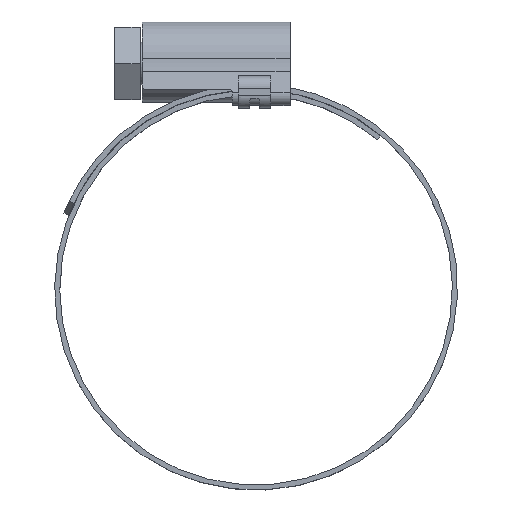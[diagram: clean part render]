
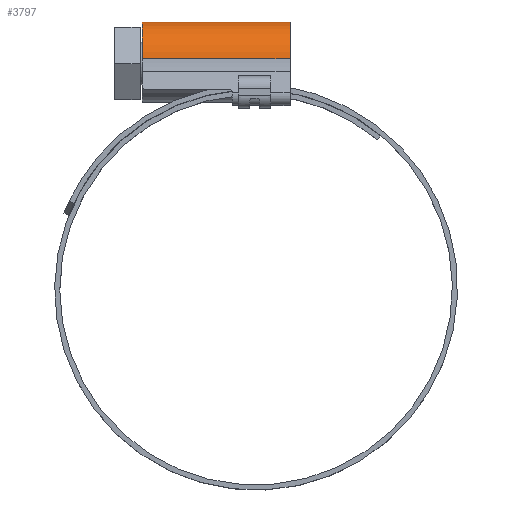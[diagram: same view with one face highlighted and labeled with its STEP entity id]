
A CAD part, top view. The second image highlights one B-rep face of the part: STEP entity #3797.
In plain terms, the highlighted cylindrical face has radius 6.5 mm (diameter 13 mm), a partial arc.
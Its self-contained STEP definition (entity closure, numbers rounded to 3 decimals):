
#30 = EDGE_CURVE ( 'NONE', #3337, #649, #3475, .T. ) ;
#75 = CYLINDRICAL_SURFACE ( 'NONE', #3356, 6.5 ) ;
#249 = DIRECTION ( 'NONE',  ( 1., 0., 0. ) ) ;
#326 = CARTESIAN_POINT ( 'NONE',  ( 5.5, 35.72, 6.46 ) ) ;
#345 = VERTEX_POINT ( 'NONE', #2532 ) ;
#389 = DIRECTION ( 'NONE',  ( 1., 0., 0. ) ) ;
#392 = EDGE_CURVE ( 'NONE', #3089, #3337, #2862, .T. ) ;
#432 = DIRECTION ( 'NONE',  ( 0., 0., 1. ) ) ;
#649 = VERTEX_POINT ( 'NONE', #326 ) ;
#695 = EDGE_LOOP ( 'NONE', ( #1056, #2500, #2620, #1331 ) ) ;
#1056 = ORIENTED_EDGE ( 'NONE', *, *, #1335, .F. ) ;
#1092 = CARTESIAN_POINT ( 'NONE',  ( -17.5, 35.72, 6.46 ) ) ;
#1310 = DIRECTION ( 'NONE',  ( 1., 0., 0. ) ) ;
#1331 = ORIENTED_EDGE ( 'NONE', *, *, #30, .T. ) ;
#1335 = EDGE_CURVE ( 'NONE', #345, #649, #2859, .T. ) ;
#1417 = CARTESIAN_POINT ( 'NONE',  ( -17.5, 35.72, 6.46 ) ) ;
#1517 = CARTESIAN_POINT ( 'NONE',  ( -17.5, 35.72, -6.46 ) ) ;
#1548 = AXIS2_PLACEMENT_3D ( 'NONE', #3083, #389, #432 ) ;
#1549 = AXIS2_PLACEMENT_3D ( 'NONE', #3409, #1310, #2718 ) ;
#1723 = EDGE_CURVE ( 'NONE', #3089, #345, #2070, .T. ) ;
#1863 = VECTOR ( 'NONE', #249, 1000. ) ;
#2070 = LINE ( 'NONE', #2933, #3431 ) ;
#2194 = DIRECTION ( 'NONE',  ( 1., 0., 0. ) ) ;
#2480 = DIRECTION ( 'NONE',  ( 0., 0., -1. ) ) ;
#2500 = ORIENTED_EDGE ( 'NONE', *, *, #1723, .F. ) ;
#2532 = CARTESIAN_POINT ( 'NONE',  ( 5.5, 35.72, -6.46 ) ) ;
#2620 = ORIENTED_EDGE ( 'NONE', *, *, #392, .T. ) ;
#2718 = DIRECTION ( 'NONE',  ( 0., 0., -1. ) ) ;
#2776 = FACE_OUTER_BOUND ( 'NONE', #695, .T. ) ;
#2859 = CIRCLE ( 'NONE', #1549, 6.5 ) ;
#2862 = CIRCLE ( 'NONE', #1548, 6.5 ) ;
#2933 = CARTESIAN_POINT ( 'NONE',  ( -17.5, 35.72, -6.46 ) ) ;
#3083 = CARTESIAN_POINT ( 'NONE',  ( -17.5, 35., 0. ) ) ;
#3089 = VERTEX_POINT ( 'NONE', #1517 ) ;
#3220 = DIRECTION ( 'NONE',  ( 1., 0., 0. ) ) ;
#3337 = VERTEX_POINT ( 'NONE', #1092 ) ;
#3356 = AXIS2_PLACEMENT_3D ( 'NONE', #3693, #2194, #2480 ) ;
#3409 = CARTESIAN_POINT ( 'NONE',  ( 5.5, 35., 0. ) ) ;
#3431 = VECTOR ( 'NONE', #3220, 1000. ) ;
#3475 = LINE ( 'NONE', #1417, #1863 ) ;
#3693 = CARTESIAN_POINT ( 'NONE',  ( -17.5, 35., 0. ) ) ;
#3797 = ADVANCED_FACE ( 'NONE', ( #2776 ), #75, .T. ) ;
